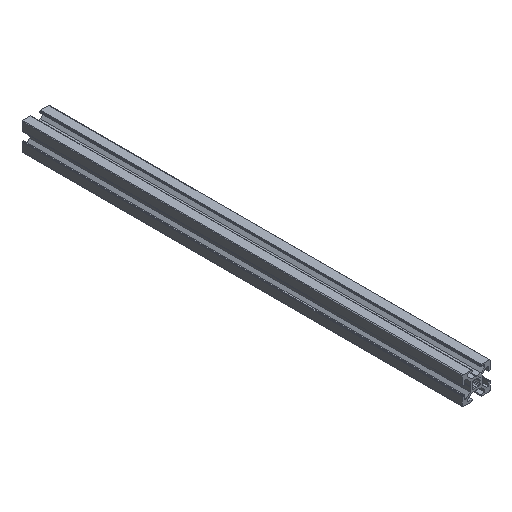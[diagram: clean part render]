
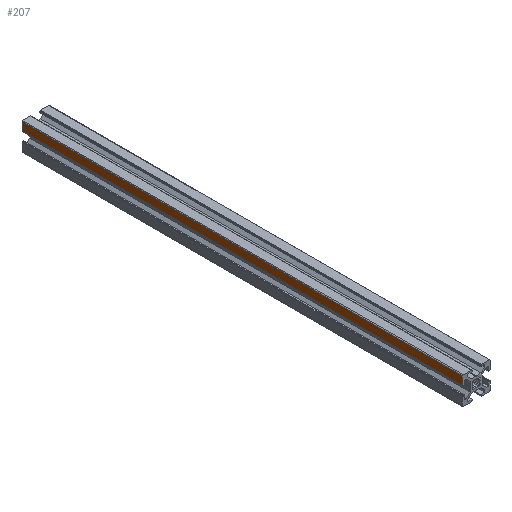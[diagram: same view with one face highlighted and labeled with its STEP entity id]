
A CAD part, isometric view. The second image highlights one B-rep face of the part: STEP entity #207.
In plain terms, the highlighted planar face has unit normal (-1, 0, 0).
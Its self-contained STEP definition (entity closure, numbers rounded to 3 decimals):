
#207=ADVANCED_FACE('',(#470),#471,.T.);
#470=FACE_OUTER_BOUND('',#786,.T.);
#471=PLANE('',#787);
#786=EDGE_LOOP('',(#1391,#1392,#1393,#1394));
#787=AXIS2_PLACEMENT_3D('',#1395,#1396,#1397);
#1391=ORIENTED_EDGE('',*,*,#2148,.T.);
#1392=ORIENTED_EDGE('',*,*,#2227,.T.);
#1393=ORIENTED_EDGE('',*,*,#2228,.F.);
#1394=ORIENTED_EDGE('',*,*,#2058,.F.);
#1395=CARTESIAN_POINT('',(-10.,0.0,0.));
#1396=DIRECTION('',(-1.0,-0.0,0.0));
#1397=DIRECTION('',(0.0,0.,-1.0));
#2058=EDGE_CURVE('',#2517,#2519,#2520,.T.);
#2148=EDGE_CURVE('',#2517,#2680,#2683,.T.);
#2227=EDGE_CURVE('',#2680,#2794,#2795,.T.);
#2228=EDGE_CURVE('',#2519,#2794,#2796,.T.);
#2517=VERTEX_POINT('',#3168);
#2519=VERTEX_POINT('',#3171);
#2520=LINE('',#3172,#3173);
#2680=VERTEX_POINT('',#3403);
#2683=LINE('',#3407,#3408);
#2794=VERTEX_POINT('',#3571);
#2795=LINE('',#3572,#3573);
#2796=LINE('',#3574,#3575);
#3168=CARTESIAN_POINT('',(-10.,0.,3.5));
#3171=CARTESIAN_POINT('',(-10.,0.,9.5));
#3172=CARTESIAN_POINT('',(-10.,0.,-9.5));
#3173=VECTOR('',#3931,1.0);
#3403=CARTESIAN_POINT('',(-10.0,-320.0,3.5));
#3407=CARTESIAN_POINT('',(-10.,0.,3.5));
#3408=VECTOR('',#4051,1.0);
#3571=CARTESIAN_POINT('',(-10.,-320.0,9.5));
#3572=CARTESIAN_POINT('',(-10.,-320.0,-9.5));
#3573=VECTOR('',#4113,1.0);
#3574=CARTESIAN_POINT('',(-10.,0.,9.5));
#3575=VECTOR('',#4114,1.0);
#3931=DIRECTION('',(0.0,0.,1.0));
#4051=DIRECTION('',(0.0,-1.0,0.));
#4113=DIRECTION('',(0.0,0.,1.0));
#4114=DIRECTION('',(0.0,-1.0,0.));
